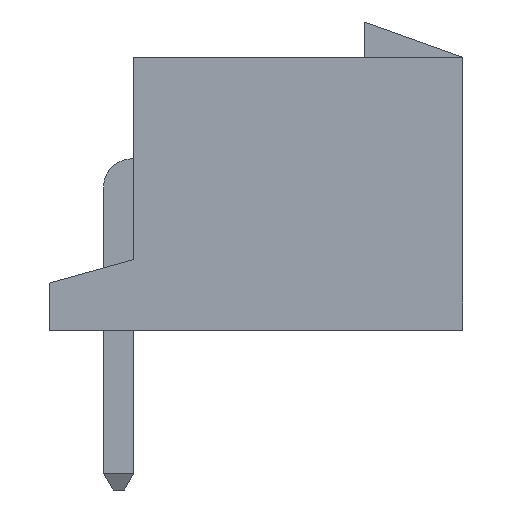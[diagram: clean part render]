
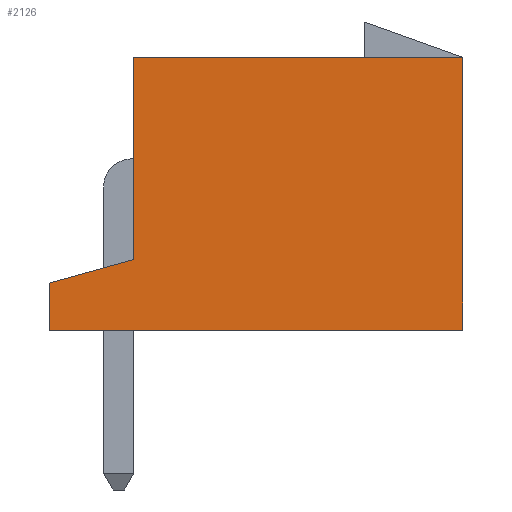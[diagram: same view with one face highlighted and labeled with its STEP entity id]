
A CAD part, left-side view. The second image highlights one B-rep face of the part: STEP entity #2126.
In plain terms, the highlighted planar face has unit normal (-1, 0, 0).
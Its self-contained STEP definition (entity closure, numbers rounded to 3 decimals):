
#190 = DIRECTION ( 'NONE',  ( 0., 0., -1. ) ) ;
#207 = CARTESIAN_POINT ( 'NONE',  ( -3.8, 1.48, 1. ) ) ;
#431 = VERTEX_POINT ( 'NONE', #207 ) ;
#437 = DIRECTION ( 'NONE',  ( 0., 0., 1. ) ) ;
#456 = DIRECTION ( 'NONE',  ( 0., 0., 1. ) ) ;
#531 = EDGE_CURVE ( 'NONE', #431, #1384, #1465, .T. ) ;
#541 = ORIENTED_EDGE ( 'NONE', *, *, #531, .F. ) ;
#560 = EDGE_CURVE ( 'NONE', #1027, #1328, #796, .T. ) ;
#604 = DIRECTION ( 'NONE',  ( 0., -1., 0. ) ) ;
#612 = PLANE ( 'NONE',  #1266 ) ;
#625 = LINE ( 'NONE', #955, #841 ) ;
#632 = CARTESIAN_POINT ( 'NONE',  ( -3.8, 0., 0. ) ) ;
#767 = CARTESIAN_POINT ( 'NONE',  ( -3.8, -0.32, 5.8 ) ) ;
#796 = LINE ( 'NONE', #1654, #1358 ) ;
#841 = VECTOR ( 'NONE', #456, 1000. ) ;
#847 = ORIENTED_EDGE ( 'NONE', *, *, #1920, .F. ) ;
#955 = CARTESIAN_POINT ( 'NONE',  ( -3.8, 1.48, 0. ) ) ;
#996 = EDGE_CURVE ( 'NONE', #1384, #1630, #1608, .T. ) ;
#1027 = VERTEX_POINT ( 'NONE', #1414 ) ;
#1063 = CARTESIAN_POINT ( 'NONE',  ( -3.8, -0.32, 5.8 ) ) ;
#1094 = CARTESIAN_POINT ( 'NONE',  ( -3.8, -5.22, 5.8 ) ) ;
#1108 = DIRECTION ( 'NONE',  ( -1., 0., 0. ) ) ;
#1155 = ORIENTED_EDGE ( 'NONE', *, *, #996, .F. ) ;
#1221 = VECTOR ( 'NONE', #1831, 1000. ) ;
#1238 = EDGE_LOOP ( 'NONE', ( #2151, #847, #1155, #541, #1730, #1470 ) ) ;
#1266 = AXIS2_PLACEMENT_3D ( 'NONE', #632, #1108, #1278 ) ;
#1278 = DIRECTION ( 'NONE',  ( 0., 0., 1. ) ) ;
#1302 = CARTESIAN_POINT ( 'NONE',  ( -3.8, -0.32, 1.5 ) ) ;
#1328 = VERTEX_POINT ( 'NONE', #1767 ) ;
#1358 = VECTOR ( 'NONE', #2122, 1000. ) ;
#1365 = LINE ( 'NONE', #1374, #1814 ) ;
#1374 = CARTESIAN_POINT ( 'NONE',  ( -3.8, -7.32, 0. ) ) ;
#1384 = VERTEX_POINT ( 'NONE', #1585 ) ;
#1414 = CARTESIAN_POINT ( 'NONE',  ( -3.8, -7.32, 0. ) ) ;
#1465 = LINE ( 'NONE', #1302, #1221 ) ;
#1470 = ORIENTED_EDGE ( 'NONE', *, *, #560, .F. ) ;
#1505 = VERTEX_POINT ( 'NONE', #1667 ) ;
#1536 = EDGE_CURVE ( 'NONE', #1505, #1027, #1365, .T. ) ;
#1585 = CARTESIAN_POINT ( 'NONE',  ( -3.8, -0.32, 1.5 ) ) ;
#1589 = LINE ( 'NONE', #1094, #1710 ) ;
#1603 = VECTOR ( 'NONE', #437, 1000. ) ;
#1608 = LINE ( 'NONE', #767, #1603 ) ;
#1630 = VERTEX_POINT ( 'NONE', #1063 ) ;
#1654 = CARTESIAN_POINT ( 'NONE',  ( -3.8, 1.48, 0. ) ) ;
#1667 = CARTESIAN_POINT ( 'NONE',  ( -3.8, -7.32, 5.8 ) ) ;
#1710 = VECTOR ( 'NONE', #604, 1000. ) ;
#1718 = EDGE_CURVE ( 'NONE', #1328, #431, #625, .T. ) ;
#1730 = ORIENTED_EDGE ( 'NONE', *, *, #1718, .F. ) ;
#1767 = CARTESIAN_POINT ( 'NONE',  ( -3.8, 1.48, 0. ) ) ;
#1814 = VECTOR ( 'NONE', #190, 1000. ) ;
#1831 = DIRECTION ( 'NONE',  ( 0., -0.964, 0.268 ) ) ;
#1920 = EDGE_CURVE ( 'NONE', #1630, #1505, #1589, .T. ) ;
#1921 = FACE_OUTER_BOUND ( 'NONE', #1238, .T. ) ;
#2122 = DIRECTION ( 'NONE',  ( 0., 1., 0. ) ) ;
#2126 = ADVANCED_FACE ( 'NONE', ( #1921 ), #612, .T. ) ;
#2151 = ORIENTED_EDGE ( 'NONE', *, *, #1536, .F. ) ;
